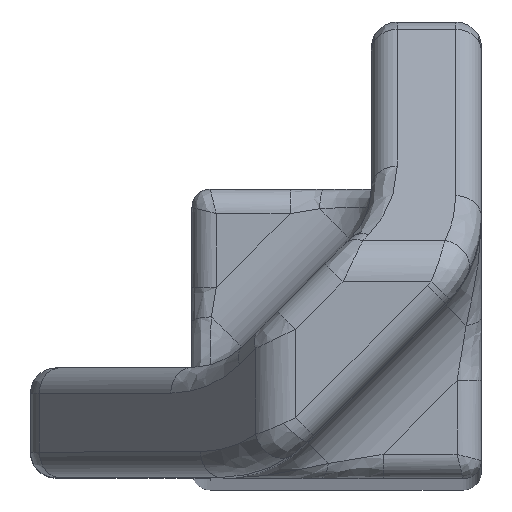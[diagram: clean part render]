
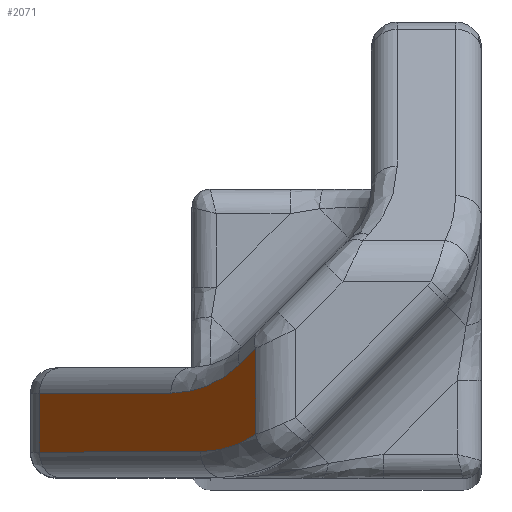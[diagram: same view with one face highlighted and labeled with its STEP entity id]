
A CAD part, top view. The second image highlights one B-rep face of the part: STEP entity #2071.
In plain terms, the highlighted planar face has unit normal (-0.819, 0, 0.574).
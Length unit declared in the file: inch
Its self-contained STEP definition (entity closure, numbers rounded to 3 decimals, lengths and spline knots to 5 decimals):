
#472=DIRECTION('',(-0.574,0.,-0.819));
#473=VECTOR('',#472,0.22997);
#474=CARTESIAN_POINT('',(-0.11136,-0.0975,2.15871));
#475=LINE('',#474,#473);
#476=DIRECTION('',(0.,1.,0.));
#477=VECTOR('',#476,0.048);
#478=CARTESIAN_POINT('',(-0.24327,-0.0975,1.97033));
#479=LINE('',#478,#477);
#480=DIRECTION('',(-0.574,0.,-0.819));
#481=VECTOR('',#480,0.18753);
#482=CARTESIAN_POINT('',(-0.1357,-0.0495,
2.12395));
#483=LINE('',#482,#481);
#484=CARTESIAN_POINT('',(-0.07947,-0.02621,
2.20425));
#485=CARTESIAN_POINT('',(-0.08302,-0.02976,
2.19918));
#486=CARTESIAN_POINT('',(-0.09069,-0.0361,
2.18823));
#487=CARTESIAN_POINT('',(-0.10395,-0.04342,
2.1693));
#488=CARTESIAN_POINT('',(-0.11885,-0.04825,
2.14801));
#489=CARTESIAN_POINT('',(-0.1299,-0.0495,
2.13223));
#490=CARTESIAN_POINT('',(-0.1357,-0.0495,
2.12395));
#492=DIRECTION('',(-0.498,-0.498,-0.711));
#493=VECTOR('',#492,0.02631);
#494=CARTESIAN_POINT('',(-0.06639,-0.01312,
2.22294));
#495=LINE('',#494,#493);
#496=DIRECTION('',(0.,-1.,0.));
#497=VECTOR('',#496,0.07033);
#498=CARTESIAN_POINT('',(-0.06639,-0.01312,
2.22294));
#499=LINE('',#498,#497);
#500=CARTESIAN_POINT('',(-0.06639,-0.08345,
2.22294));
#501=CARTESIAN_POINT('',(-0.07053,-0.08631,
2.21703));
#502=CARTESIAN_POINT('',(-0.07936,-0.09128,
2.20441));
#503=CARTESIAN_POINT('',(-0.09453,-0.09625,
2.18276));
#504=CARTESIAN_POINT('',(-0.10557,-0.0975,
2.16697));
#505=CARTESIAN_POINT('',(-0.11136,-0.0975,2.15871));
#1242=CARTESIAN_POINT('',(-0.24327,-0.0975,1.97033));
#1243=VERTEX_POINT('',#1242);
#1246=CARTESIAN_POINT('',(-0.11136,-0.0975,2.15871));
#1247=VERTEX_POINT('',#1246);
#1249=VERTEX_POINT('',#500);
#1292=CARTESIAN_POINT('',(-0.24327,-0.0495,1.97033));
#1293=VERTEX_POINT('',#1292);
#1296=CARTESIAN_POINT('',(-0.1357,-0.0495,
2.12395));
#1297=VERTEX_POINT('',#1296);
#1300=VERTEX_POINT('',#484);
#1302=CARTESIAN_POINT('',(-0.06639,-0.01312,
2.22294));
#1303=VERTEX_POINT('',#1302);
#2052=CARTESIAN_POINT('',(-0.2505,-0.1185,1.96));
#2053=DIRECTION('',(0.819,0.,-0.574));
#2054=DIRECTION('',(0.574,0.,0.819));
#2055=AXIS2_PLACEMENT_3D('',#2052,#2053,#2054);
#2056=PLANE('',#2055);
#2058=ORIENTED_EDGE('',*,*,#2057,.T.);
#2060=ORIENTED_EDGE('',*,*,#2059,.T.);
#2062=ORIENTED_EDGE('',*,*,#2061,.F.);
#2064=ORIENTED_EDGE('',*,*,#2063,.F.);
#2066=ORIENTED_EDGE('',*,*,#2065,.F.);
#2067=ORIENTED_EDGE('',*,*,#2044,.T.);
#2068=ORIENTED_EDGE('',*,*,#1666,.T.);
#2069=EDGE_LOOP('',(#2058,#2060,#2062,#2064,#2066,#2067,#2068));
#2070=FACE_OUTER_BOUND('',#2069,.F.);
#2071=ADVANCED_FACE('',(#2070),#2056,.F.);
#491=B_SPLINE_CURVE_WITH_KNOTS('',3,(#484,#485,#486,#487,#488,#489,#490),
.UNSPECIFIED.,.F.,.F.,(4,1,1,1,4),(0.,0.25,0.5,0.75,1.),
.UNSPECIFIED.);
#506=B_SPLINE_CURVE_WITH_KNOTS('',3,(#500,#501,#502,#503,#504,#505),
.UNSPECIFIED.,.F.,.F.,(4,1,1,4),(0.,0.33333,0.66667,1.),
.UNSPECIFIED.);
#1666=EDGE_CURVE('',#1249,#1247,#506,.T.);
#2044=EDGE_CURVE('',#1303,#1249,#499,.T.);
#2057=EDGE_CURVE('',#1247,#1243,#475,.T.);
#2059=EDGE_CURVE('',#1243,#1293,#479,.T.);
#2061=EDGE_CURVE('',#1297,#1293,#483,.T.);
#2063=EDGE_CURVE('',#1300,#1297,#491,.T.);
#2065=EDGE_CURVE('',#1303,#1300,#495,.T.);
